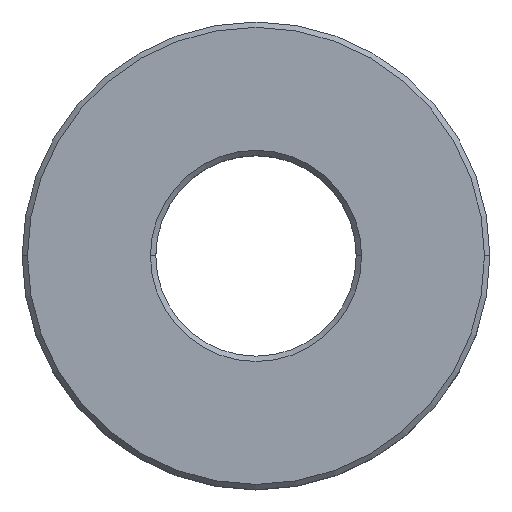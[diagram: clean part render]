
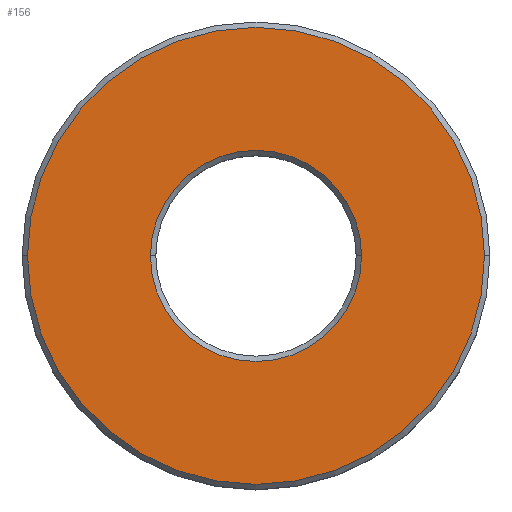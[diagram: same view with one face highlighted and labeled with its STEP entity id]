
A CAD part, top view. The second image highlights one B-rep face of the part: STEP entity #156.
In plain terms, the highlighted planar face has unit normal (0, 0, 1).
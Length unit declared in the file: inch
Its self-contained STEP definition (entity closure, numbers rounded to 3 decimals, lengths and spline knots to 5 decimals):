
#19 = FACE_OUTER_BOUND ( 'NONE', #212, .T. ) ;
#45 = CARTESIAN_POINT ( 'NONE',  ( 0., 0., 0.28 ) ) ;
#56 = VERTEX_POINT ( 'NONE', #342 ) ;
#66 = CARTESIAN_POINT ( 'NONE',  ( 0., 0., 0.28 ) ) ;
#73 = CIRCLE ( 'NONE', #380, 0.1975 ) ;
#75 = CARTESIAN_POINT ( 'NONE',  ( 0., 0., 0.28 ) ) ;
#89 = EDGE_CURVE ( 'NONE', #174, #248, #272, .T. ) ;
#95 = FACE_BOUND ( 'NONE', #417, .T. ) ;
#98 = CARTESIAN_POINT ( 'NONE',  ( -0.4275, 0., 0.28 ) ) ;
#108 = CIRCLE ( 'NONE', #147, 0.4275 ) ;
#117 = ORIENTED_EDGE ( 'NONE', *, *, #346, .T. ) ;
#128 = VERTEX_POINT ( 'NONE', #201 ) ;
#137 = CARTESIAN_POINT ( 'NONE',  ( 0., 0., 0.28 ) ) ;
#145 = CARTESIAN_POINT ( 'NONE',  ( 0.4275, 0., 0.28 ) ) ;
#147 = AXIS2_PLACEMENT_3D ( 'NONE', #75, #269, #203 ) ;
#156 = ADVANCED_FACE ( 'NONE', ( #19, #95 ), #259, .F. ) ;
#174 = VERTEX_POINT ( 'NONE', #98 ) ;
#178 = CARTESIAN_POINT ( 'NONE',  ( 0., 0., 0.28 ) ) ;
#188 = CIRCLE ( 'NONE', #191, 0.1975 ) ;
#191 = AXIS2_PLACEMENT_3D ( 'NONE', #178, #360, #387 ) ;
#193 = ORIENTED_EDGE ( 'NONE', *, *, #366, .T. ) ;
#197 = DIRECTION ( 'NONE',  ( 0., 0., -1. ) ) ;
#199 = DIRECTION ( 'NONE',  ( -1., 0., 0. ) ) ;
#201 = CARTESIAN_POINT ( 'NONE',  ( 0.1975, 0., 0.28 ) ) ;
#203 = DIRECTION ( 'NONE',  ( -1., 0., 0. ) ) ;
#204 = EDGE_CURVE ( 'NONE', #248, #174, #108, .T. ) ;
#212 = EDGE_LOOP ( 'NONE', ( #236, #299 ) ) ;
#236 = ORIENTED_EDGE ( 'NONE', *, *, #89, .T. ) ;
#248 = VERTEX_POINT ( 'NONE', #145 ) ;
#259 = PLANE ( 'NONE',  #316 ) ;
#269 = DIRECTION ( 'NONE',  ( 0., 0., 1. ) ) ;
#271 = DIRECTION ( 'NONE',  ( 0., 0., -1. ) ) ;
#272 = CIRCLE ( 'NONE', #334, 0.4275 ) ;
#299 = ORIENTED_EDGE ( 'NONE', *, *, #204, .T. ) ;
#316 = AXIS2_PLACEMENT_3D ( 'NONE', #66, #197, #199 ) ;
#334 = AXIS2_PLACEMENT_3D ( 'NONE', #137, #378, #347 ) ;
#342 = CARTESIAN_POINT ( 'NONE',  ( -0.1975, 0., 0.28 ) ) ;
#346 = EDGE_CURVE ( 'NONE', #128, #56, #188, .T. ) ;
#347 = DIRECTION ( 'NONE',  ( -1., 0., 0. ) ) ;
#360 = DIRECTION ( 'NONE',  ( 0., 0., -1. ) ) ;
#366 = EDGE_CURVE ( 'NONE', #56, #128, #73, .T. ) ;
#378 = DIRECTION ( 'NONE',  ( 0., 0., 1. ) ) ;
#380 = AXIS2_PLACEMENT_3D ( 'NONE', #45, #271, #401 ) ;
#387 = DIRECTION ( 'NONE',  ( -1., 0., 0. ) ) ;
#401 = DIRECTION ( 'NONE',  ( -1., 0., 0. ) ) ;
#417 = EDGE_LOOP ( 'NONE', ( #117, #193 ) ) ;
